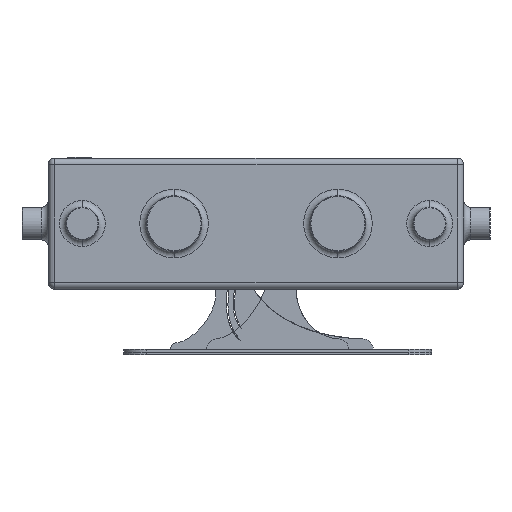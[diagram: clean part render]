
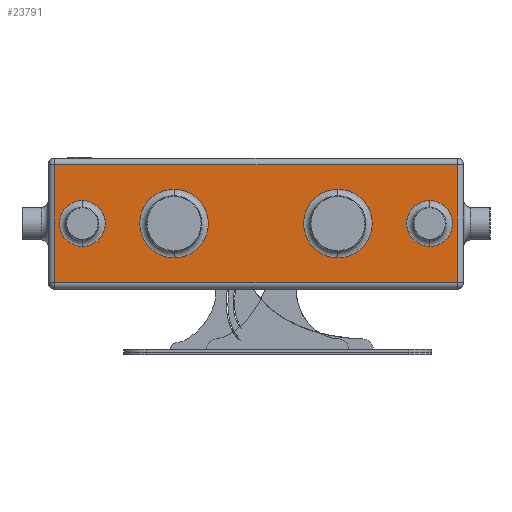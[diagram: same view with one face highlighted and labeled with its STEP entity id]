
A CAD part, left-side view. The second image highlights one B-rep face of the part: STEP entity #23791.
In plain terms, the highlighted planar face has unit normal (-1, 0, 0).
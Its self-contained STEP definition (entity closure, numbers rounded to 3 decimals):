
#247 = CARTESIAN_POINT ( 'NONE',  ( -50., -153.5, 50. ) ) ;
#846 = CARTESIAN_POINT ( 'NONE',  ( -50., -158.5, 50. ) ) ;
#1435 = ORIENTED_EDGE ( 'NONE', *, *, #31924, .T. ) ;
#1627 = FACE_BOUND ( 'NONE', #5475, .T. ) ;
#1678 = EDGE_CURVE ( 'NONE', #7570, #23588, #2219, .T. ) ;
#1780 = DIRECTION ( 'NONE',  ( 1., 0., 0. ) ) ;
#1834 = ORIENTED_EDGE ( 'NONE', *, *, #24476, .T. ) ;
#2219 = CIRCLE ( 'NONE', #17803, 26.2 ) ;
#3088 = ORIENTED_EDGE ( 'NONE', *, *, #22954, .T. ) ;
#3184 = CARTESIAN_POINT ( 'NONE',  ( -50., -62.5, 0. ) ) ;
#3649 = FACE_BOUND ( 'NONE', #23178, .T. ) ;
#4187 = ORIENTED_EDGE ( 'NONE', *, *, #23788, .T. ) ;
#4242 = CARTESIAN_POINT ( 'NONE',  ( -50., -158.5, -45. ) ) ;
#4587 = CARTESIAN_POINT ( 'NONE',  ( -50., -158.5, 45. ) ) ;
#5245 = DIRECTION ( 'NONE',  ( 0., 0., 1. ) ) ;
#5475 = EDGE_LOOP ( 'NONE', ( #24671, #8851 ) ) ;
#6781 = VECTOR ( 'NONE', #5245, 1000. ) ;
#6787 = VERTEX_POINT ( 'NONE', #16483 ) ;
#7119 = AXIS2_PLACEMENT_3D ( 'NONE', #846, #8598, #11131 ) ;
#7316 = AXIS2_PLACEMENT_3D ( 'NONE', #26080, #13587, #18630 ) ;
#7570 = VERTEX_POINT ( 'NONE', #17526 ) ;
#7983 = LINE ( 'NONE', #13560, #15047 ) ;
#8078 = EDGE_CURVE ( 'NONE', #12268, #10809, #29302, .T. ) ;
#8443 = EDGE_CURVE ( 'NONE', #10809, #12268, #21039, .T. ) ;
#8598 = DIRECTION ( 'NONE',  ( 1., 0., 0. ) ) ;
#8692 = CIRCLE ( 'NONE', #21690, 17.5 ) ;
#8851 = ORIENTED_EDGE ( 'NONE', *, *, #18197, .T. ) ;
#9561 = CIRCLE ( 'NONE', #22306, 26.2 ) ;
#10576 = DIRECTION ( 'NONE',  ( 0., 0., -1. ) ) ;
#10684 = VECTOR ( 'NONE', #31740, 1000. ) ;
#10809 = VERTEX_POINT ( 'NONE', #21427 ) ;
#11125 = VERTEX_POINT ( 'NONE', #16313 ) ;
#11131 = DIRECTION ( 'NONE',  ( 0., 0., -1. ) ) ;
#11553 = LINE ( 'NONE', #247, #6781 ) ;
#12268 = VERTEX_POINT ( 'NONE', #25313 ) ;
#12274 = ORIENTED_EDGE ( 'NONE', *, *, #13159, .T. ) ;
#12940 = CARTESIAN_POINT ( 'NONE',  ( -50., -153.5, -45. ) ) ;
#13159 = EDGE_CURVE ( 'NONE', #29584, #19321, #19317, .T. ) ;
#13560 = CARTESIAN_POINT ( 'NONE',  ( -50., 153.5, 50. ) ) ;
#13587 = DIRECTION ( 'NONE',  ( 1., 0., 0. ) ) ;
#13779 = CARTESIAN_POINT ( 'NONE',  ( -50., 62.5, 0. ) ) ;
#14110 = ORIENTED_EDGE ( 'NONE', *, *, #1678, .T. ) ;
#14435 = CARTESIAN_POINT ( 'NONE',  ( -50., 62.5, 0. ) ) ;
#15047 = VECTOR ( 'NONE', #18491, 1000. ) ;
#15063 = CARTESIAN_POINT ( 'NONE',  ( -50., 62.5, -26.2 ) ) ;
#15180 = AXIS2_PLACEMENT_3D ( 'NONE', #3184, #23096, #25701 ) ;
#15359 = DIRECTION ( 'NONE',  ( 1., 0., 0. ) ) ;
#15535 = CIRCLE ( 'NONE', #15180, 26.2 ) ;
#16225 = AXIS2_PLACEMENT_3D ( 'NONE', #31654, #19122, #26678 ) ;
#16264 = DIRECTION ( 'NONE',  ( 1., 0., 0. ) ) ;
#16313 = CARTESIAN_POINT ( 'NONE',  ( -50., 132.5, 17.5 ) ) ;
#16483 = CARTESIAN_POINT ( 'NONE',  ( -50., 153.5, 45. ) ) ;
#17526 = CARTESIAN_POINT ( 'NONE',  ( -50., -62.5, 26.2 ) ) ;
#17623 = AXIS2_PLACEMENT_3D ( 'NONE', #21842, #1780, #26647 ) ;
#17803 = AXIS2_PLACEMENT_3D ( 'NONE', #28692, #30802, #18273 ) ;
#18197 = EDGE_CURVE ( 'NONE', #11125, #25826, #25153, .T. ) ;
#18273 = DIRECTION ( 'NONE',  ( 0., 0., -1. ) ) ;
#18431 = EDGE_LOOP ( 'NONE', ( #1435, #14110 ) ) ;
#18491 = DIRECTION ( 'NONE',  ( 0., 0., -1. ) ) ;
#18630 = DIRECTION ( 'NONE',  ( 0., 0., -1. ) ) ;
#18818 = DIRECTION ( 'NONE',  ( 0., 0., -1. ) ) ;
#19122 = DIRECTION ( 'NONE',  ( 1., 0., 0. ) ) ;
#19236 = CARTESIAN_POINT ( 'NONE',  ( -50., 153.5, -45. ) ) ;
#19317 = LINE ( 'NONE', #4242, #10684 ) ;
#19321 = VERTEX_POINT ( 'NONE', #12940 ) ;
#21039 = CIRCLE ( 'NONE', #7316, 17.5 ) ;
#21322 = VECTOR ( 'NONE', #31526, 1000. ) ;
#21427 = CARTESIAN_POINT ( 'NONE',  ( -50., -132.5, -17.5 ) ) ;
#21690 = AXIS2_PLACEMENT_3D ( 'NONE', #30415, #15359, #30094 ) ;
#21692 = ORIENTED_EDGE ( 'NONE', *, *, #30589, .T. ) ;
#21842 = CARTESIAN_POINT ( 'NONE',  ( -50., -132.5, 0. ) ) ;
#22306 = AXIS2_PLACEMENT_3D ( 'NONE', #13779, #16264, #18818 ) ;
#22536 = FACE_BOUND ( 'NONE', #18431, .T. ) ;
#22941 = FACE_BOUND ( 'NONE', #26070, .T. ) ;
#22954 = EDGE_CURVE ( 'NONE', #19321, #31893, #11553, .T. ) ;
#23016 = CARTESIAN_POINT ( 'NONE',  ( -50., -62.5, -26.2 ) ) ;
#23096 = DIRECTION ( 'NONE',  ( 1., 0., 0. ) ) ;
#23178 = EDGE_LOOP ( 'NONE', ( #26260, #21692 ) ) ;
#23208 = EDGE_LOOP ( 'NONE', ( #1834, #4187, #12274, #3088 ) ) ;
#23588 = VERTEX_POINT ( 'NONE', #23016 ) ;
#23788 = EDGE_CURVE ( 'NONE', #6787, #29584, #7983, .T. ) ;
#23791 = ADVANCED_FACE ( 'NONE', ( #29603, #3649, #22536, #1627, #22941 ), #25843, .F. ) ;
#23915 = EDGE_CURVE ( 'NONE', #31791, #30695, #9561, .T. ) ;
#24171 = ORIENTED_EDGE ( 'NONE', *, *, #8443, .T. ) ;
#24476 = EDGE_CURVE ( 'NONE', #31893, #6787, #28727, .T. ) ;
#24573 = EDGE_CURVE ( 'NONE', #25826, #11125, #8692, .T. ) ;
#24671 = ORIENTED_EDGE ( 'NONE', *, *, #24573, .T. ) ;
#25153 = CIRCLE ( 'NONE', #16225, 17.5 ) ;
#25313 = CARTESIAN_POINT ( 'NONE',  ( -50., -132.5, 17.5 ) ) ;
#25701 = DIRECTION ( 'NONE',  ( 0., 0., -1. ) ) ;
#25826 = VERTEX_POINT ( 'NONE', #29760 ) ;
#25843 = PLANE ( 'NONE',  #7119 ) ;
#26070 = EDGE_LOOP ( 'NONE', ( #24171, #30781 ) ) ;
#26080 = CARTESIAN_POINT ( 'NONE',  ( -50., -132.5, 0. ) ) ;
#26260 = ORIENTED_EDGE ( 'NONE', *, *, #23915, .T. ) ;
#26647 = DIRECTION ( 'NONE',  ( 0., 0., -1. ) ) ;
#26678 = DIRECTION ( 'NONE',  ( 0., 0., -1. ) ) ;
#28692 = CARTESIAN_POINT ( 'NONE',  ( -50., -62.5, 0. ) ) ;
#28727 = LINE ( 'NONE', #4587, #21322 ) ;
#28908 = CARTESIAN_POINT ( 'NONE',  ( -50., 62.5, 26.2 ) ) ;
#29302 = CIRCLE ( 'NONE', #17623, 17.5 ) ;
#29499 = DIRECTION ( 'NONE',  ( 1., 0., 0. ) ) ;
#29584 = VERTEX_POINT ( 'NONE', #19236 ) ;
#29603 = FACE_OUTER_BOUND ( 'NONE', #23208, .T. ) ;
#29760 = CARTESIAN_POINT ( 'NONE',  ( -50., 132.5, -17.5 ) ) ;
#29918 = AXIS2_PLACEMENT_3D ( 'NONE', #14435, #29499, #10576 ) ;
#29981 = CIRCLE ( 'NONE', #29918, 26.2 ) ;
#30094 = DIRECTION ( 'NONE',  ( 0., 0., -1. ) ) ;
#30415 = CARTESIAN_POINT ( 'NONE',  ( -50., 132.5, 0. ) ) ;
#30562 = CARTESIAN_POINT ( 'NONE',  ( -50., -153.5, 45. ) ) ;
#30589 = EDGE_CURVE ( 'NONE', #30695, #31791, #29981, .T. ) ;
#30695 = VERTEX_POINT ( 'NONE', #28908 ) ;
#30781 = ORIENTED_EDGE ( 'NONE', *, *, #8078, .T. ) ;
#30802 = DIRECTION ( 'NONE',  ( 1., 0., 0. ) ) ;
#31526 = DIRECTION ( 'NONE',  ( 0., 1., 0. ) ) ;
#31654 = CARTESIAN_POINT ( 'NONE',  ( -50., 132.5, 0. ) ) ;
#31740 = DIRECTION ( 'NONE',  ( 0., -1., 0. ) ) ;
#31791 = VERTEX_POINT ( 'NONE', #15063 ) ;
#31893 = VERTEX_POINT ( 'NONE', #30562 ) ;
#31924 = EDGE_CURVE ( 'NONE', #23588, #7570, #15535, .T. ) ;
